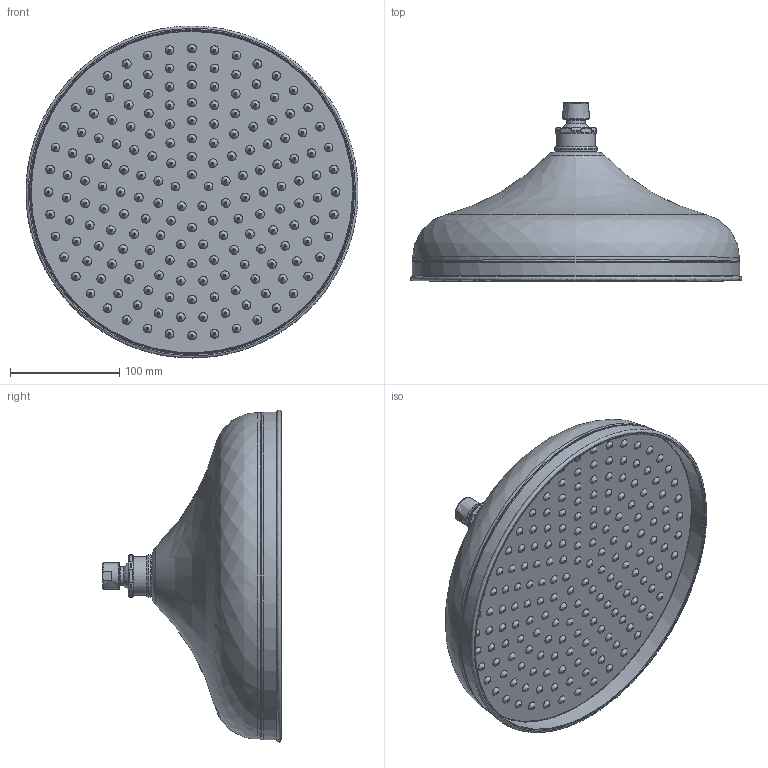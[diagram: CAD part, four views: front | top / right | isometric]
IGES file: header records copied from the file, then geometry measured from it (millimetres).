
Global section: file name: V912; native system: Autodesk Inventor 2018; preprocessor: unknown; author: adaniels; date: 20170905.145344; units: millimetre
Bounding box: 303.98 x 163 x 303.99 mm (x, y, z)
Volume: 3721170.6 mm3; surface area: 220062 mm2
Topology: 3 solids, 8 shells, 896 faces, 1602 edges, 1073 vertices
Faces by surface type: bspline 896
